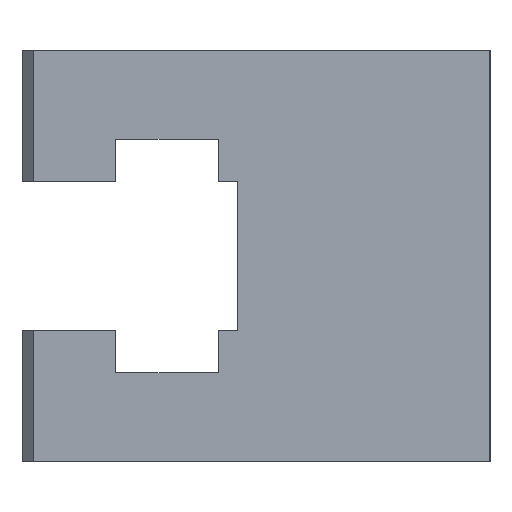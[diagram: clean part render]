
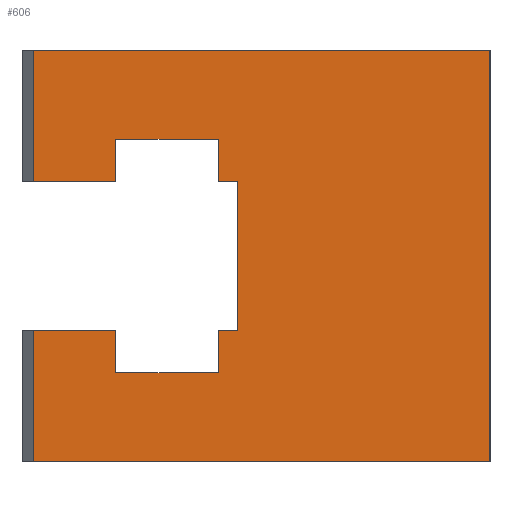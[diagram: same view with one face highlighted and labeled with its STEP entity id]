
A CAD part, left-side view. The second image highlights one B-rep face of the part: STEP entity #606.
In plain terms, the highlighted planar face has unit normal (-1, 0, 0).
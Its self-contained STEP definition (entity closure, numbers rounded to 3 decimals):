
#606=ADVANCED_FACE('',(#1252),#1253,.F.);
#1252=FACE_OUTER_BOUND('',#1939,.T.);
#1253=PLANE('',#1940);
#1939=EDGE_LOOP('',(#3717,#3718,#3719,#3720,#3721,#3722,#3723,#3724,#3725,#3726,#3727,#3728,#3729,#3730,#3731,#3732));
#1940=AXIS2_PLACEMENT_3D('',#3733,#3734,#3735);
#3717=ORIENTED_EDGE('',*,*,#5047,.T.);
#3718=ORIENTED_EDGE('',*,*,#5051,.T.);
#3719=ORIENTED_EDGE('',*,*,#5053,.T.);
#3720=ORIENTED_EDGE('',*,*,#5054,.T.);
#3721=ORIENTED_EDGE('',*,*,#5055,.T.);
#3722=ORIENTED_EDGE('',*,*,#5056,.T.);
#3723=ORIENTED_EDGE('',*,*,#5057,.T.);
#3724=ORIENTED_EDGE('',*,*,#5058,.T.);
#3725=ORIENTED_EDGE('',*,*,#5059,.T.);
#3726=ORIENTED_EDGE('',*,*,#5060,.T.);
#3727=ORIENTED_EDGE('',*,*,#5061,.T.);
#3728=ORIENTED_EDGE('',*,*,#4956,.T.);
#3729=ORIENTED_EDGE('',*,*,#5044,.T.);
#3730=ORIENTED_EDGE('',*,*,#5062,.F.);
#3731=ORIENTED_EDGE('',*,*,#5063,.F.);
#3732=ORIENTED_EDGE('',*,*,#4461,.F.);
#3733=CARTESIAN_POINT('',(-25.0,25.0,0.0));
#3734=DIRECTION('',(1.0,0.0,0.0));
#3735=DIRECTION('',(0.0,0.0,-1.0));
#4461=EDGE_CURVE('',#5488,#5490,#5491,.T.);
#4956=EDGE_CURVE('',#6210,#6208,#6211,.T.);
#5044=EDGE_CURVE('',#6208,#6326,#6328,.T.);
#5047=EDGE_CURVE('',#5488,#6330,#6332,.T.);
#5051=EDGE_CURVE('',#6330,#6336,#6338,.T.);
#5053=EDGE_CURVE('',#6336,#6340,#6341,.T.);
#5054=EDGE_CURVE('',#6340,#6342,#6343,.T.);
#5055=EDGE_CURVE('',#6342,#6344,#6345,.T.);
#5056=EDGE_CURVE('',#6344,#6346,#6347,.T.);
#5057=EDGE_CURVE('',#6346,#6348,#6349,.T.);
#5058=EDGE_CURVE('',#6348,#6350,#6351,.T.);
#5059=EDGE_CURVE('',#6350,#6352,#6353,.T.);
#5060=EDGE_CURVE('',#6352,#6354,#6355,.T.);
#5061=EDGE_CURVE('',#6354,#6210,#6356,.T.);
#5062=EDGE_CURVE('',#6357,#6326,#6358,.T.);
#5063=EDGE_CURVE('',#5490,#6357,#6359,.T.);
#5488=VERTEX_POINT('',#6930);
#5490=VERTEX_POINT('',#6933);
#5491=LINE('',#6934,#6935);
#6208=VERTEX_POINT('',#7966);
#6210=VERTEX_POINT('',#7969);
#6211=LINE('',#7970,#7971);
#6326=VERTEX_POINT('',#8143);
#6328=LINE('',#8146,#8147);
#6330=VERTEX_POINT('',#8149);
#6332=LINE('',#8152,#8153);
#6336=VERTEX_POINT('',#8158);
#6338=LINE('',#8161,#8162);
#6340=VERTEX_POINT('',#8164);
#6341=LINE('',#8165,#8166);
#6342=VERTEX_POINT('',#8167);
#6343=LINE('',#8168,#8169);
#6344=VERTEX_POINT('',#8170);
#6345=LINE('',#8171,#8172);
#6346=VERTEX_POINT('',#8173);
#6347=LINE('',#8174,#8175);
#6348=VERTEX_POINT('',#8176);
#6349=LINE('',#8177,#8178);
#6350=VERTEX_POINT('',#8179);
#6351=LINE('',#8180,#8181);
#6352=VERTEX_POINT('',#8182);
#6353=LINE('',#8183,#8184);
#6354=VERTEX_POINT('',#8185);
#6355=LINE('',#8186,#8187);
#6356=LINE('',#8188,#8189);
#6357=VERTEX_POINT('',#8190);
#6358=LINE('',#8191,#8192);
#6359=LINE('',#8193,#8194);
#6930=CARTESIAN_POINT('',(-25.0,48.75,22.0));
#6933=CARTESIAN_POINT('',(-25.0,0.0,22.0));
#6934=CARTESIAN_POINT('',(-25.0,25.0,22.0));
#6935=VECTOR('',#8604,1.0);
#7966=CARTESIAN_POINT('',(-25.0,48.75,-8.0));
#7969=CARTESIAN_POINT('',(-25.0,40.0,-8.0));
#7970=CARTESIAN_POINT('',(-25.0,31.75,-8.0));
#7971=VECTOR('',#9058,1.0);
#8143=CARTESIAN_POINT('',(-25.0,48.75,-22.0));
#8146=CARTESIAN_POINT('',(-25.0,48.75,0.0));
#8147=VECTOR('',#9117,1.0);
#8149=CARTESIAN_POINT('',(-25.0,48.75,8.0));
#8152=CARTESIAN_POINT('',(-25.0,48.75,0.0));
#8153=VECTOR('',#9119,1.0);
#8158=CARTESIAN_POINT('',(-25.0,40.0,8.0));
#8161=CARTESIAN_POINT('',(-25.0,31.75,8.0));
#8162=VECTOR('',#9122,1.0);
#8164=CARTESIAN_POINT('',(-25.0,40.0,12.5));
#8165=CARTESIAN_POINT('',(-25.0,40.0,0.0));
#8166=VECTOR('',#9123,1.0);
#8167=CARTESIAN_POINT('',(-25.0,29.0,12.5));
#8168=CARTESIAN_POINT('',(-25.0,29.75,12.5));
#8169=VECTOR('',#9124,1.0);
#8170=CARTESIAN_POINT('',(-25.0,29.0,8.0));
#8171=CARTESIAN_POINT('',(-25.0,29.0,0.0));
#8172=VECTOR('',#9125,1.0);
#8173=CARTESIAN_POINT('',(-25.0,27.0,8.0));
#8174=CARTESIAN_POINT('',(-25.0,31.75,8.0));
#8175=VECTOR('',#9126,1.0);
#8176=CARTESIAN_POINT('',(-25.0,27.0,-8.0));
#8177=CARTESIAN_POINT('',(-25.0,27.0,0.0));
#8178=VECTOR('',#9127,1.0);
#8179=CARTESIAN_POINT('',(-25.0,29.0,-8.0));
#8180=CARTESIAN_POINT('',(-25.0,31.75,-8.0));
#8181=VECTOR('',#9128,1.0);
#8182=CARTESIAN_POINT('',(-25.0,29.0,-12.5));
#8183=CARTESIAN_POINT('',(-25.0,29.0,0.0));
#8184=VECTOR('',#9129,1.0);
#8185=CARTESIAN_POINT('',(-25.0,40.0,-12.5));
#8186=CARTESIAN_POINT('',(-25.0,29.75,-12.5));
#8187=VECTOR('',#9130,1.0);
#8188=CARTESIAN_POINT('',(-25.0,40.0,0.0));
#8189=VECTOR('',#9131,1.0);
#8190=CARTESIAN_POINT('',(-25.0,0.0,-22.0));
#8191=CARTESIAN_POINT('',(-25.0,25.0,-22.0));
#8192=VECTOR('',#9132,1.0);
#8193=CARTESIAN_POINT('',(-25.0,0.0,0.0));
#8194=VECTOR('',#9133,1.0);
#8604=DIRECTION('',(0.0,-1.0,0.0));
#9058=DIRECTION('',(0.0,1.0,0.0));
#9117=DIRECTION('',(0.0,0.0,-1.0));
#9119=DIRECTION('',(0.0,0.0,-1.0));
#9122=DIRECTION('',(0.0,-1.0,0.0));
#9123=DIRECTION('',(0.0,0.0,1.0));
#9124=DIRECTION('',(0.0,-1.0,0.0));
#9125=DIRECTION('',(0.0,0.0,-1.0));
#9126=DIRECTION('',(0.0,-1.0,0.0));
#9127=DIRECTION('',(0.0,0.0,-1.0));
#9128=DIRECTION('',(0.0,1.0,0.0));
#9129=DIRECTION('',(0.0,0.0,-1.0));
#9130=DIRECTION('',(0.0,1.0,0.0));
#9131=DIRECTION('',(0.0,0.0,1.0));
#9132=DIRECTION('',(0.0,1.0,0.0));
#9133=DIRECTION('',(0.0,0.0,-1.0));
